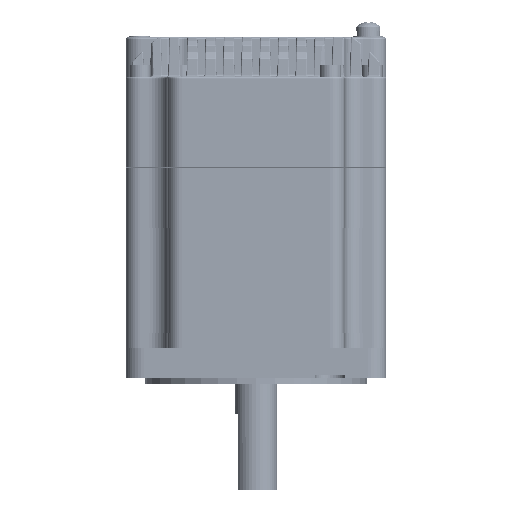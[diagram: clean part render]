
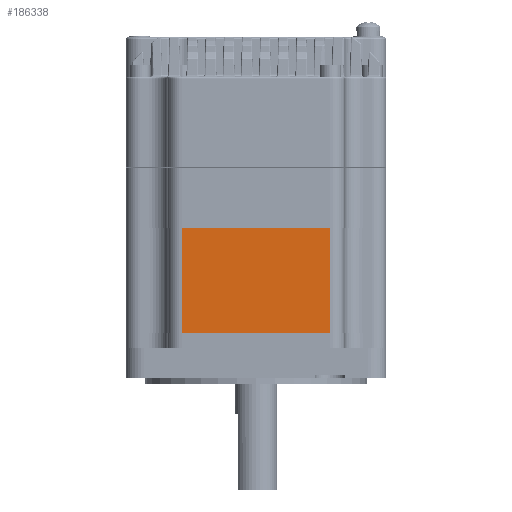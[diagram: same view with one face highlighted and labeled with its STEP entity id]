
A CAD part, left-side view. The second image highlights one B-rep face of the part: STEP entity #186338.
In plain terms, the highlighted planar face has unit normal (-1, 0, 0).
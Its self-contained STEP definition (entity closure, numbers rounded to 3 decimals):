
#2432 = CARTESIAN_POINT ( 'NONE',  ( -42.85, 0., 34.5 ) ) ;
#6547 = VECTOR ( 'NONE', #58991, 1000. ) ;
#12441 = LINE ( 'NONE', #167191, #96246 ) ;
#14416 = AXIS2_PLACEMENT_3D ( 'NONE', #155021, #170892, #76602 ) ;
#15254 = ORIENTED_EDGE ( 'NONE', *, *, #82623, .T. ) ;
#19954 = ORIENTED_EDGE ( 'NONE', *, *, #129053, .F. ) ;
#23255 = VECTOR ( 'NONE', #123469, 1000. ) ;
#24519 = FACE_OUTER_BOUND ( 'NONE', #149149, .T. ) ;
#38522 = LINE ( 'NONE', #137400, #6547 ) ;
#52423 = VERTEX_POINT ( 'NONE', #62736 ) ;
#58991 = DIRECTION ( 'NONE',  ( 0., 0., -1. ) ) ;
#62736 = CARTESIAN_POINT ( 'NONE',  ( -42.85, -24.55, 34.5 ) ) ;
#72930 = DIRECTION ( 'NONE',  ( 0., 1., 0. ) ) ;
#76602 = DIRECTION ( 'NONE',  ( 0., -1., 0. ) ) ;
#78701 = LINE ( 'NONE', #2432, #199525 ) ;
#82623 = EDGE_CURVE ( 'NONE', #152311, #166498, #38522, .T. ) ;
#96246 = VECTOR ( 'NONE', #72930, 1000. ) ;
#107722 = VERTEX_POINT ( 'NONE', #189771 ) ;
#115676 = CARTESIAN_POINT ( 'NONE',  ( -42.85, 24.55, 34.5 ) ) ;
#123469 = DIRECTION ( 'NONE',  ( 0., 0., -1. ) ) ;
#129053 = EDGE_CURVE ( 'NONE', #107722, #166498, #12441, .T. ) ;
#131784 = EDGE_CURVE ( 'NONE', #52423, #107722, #143972, .T. ) ;
#137400 = CARTESIAN_POINT ( 'NONE',  ( -42.85, 24.55, 34.5 ) ) ;
#137899 = CARTESIAN_POINT ( 'NONE',  ( -42.85, -24.55, 34.5 ) ) ;
#139211 = PLANE ( 'NONE',  #14416 ) ;
#143972 = LINE ( 'NONE', #137899, #23255 ) ;
#144793 = ORIENTED_EDGE ( 'NONE', *, *, #191185, .T. ) ;
#149149 = EDGE_LOOP ( 'NONE', ( #19954, #197929, #144793, #15254 ) ) ;
#152311 = VERTEX_POINT ( 'NONE', #115676 ) ;
#155021 = CARTESIAN_POINT ( 'NONE',  ( -42.85, 0., 34.5 ) ) ;
#160024 = DIRECTION ( 'NONE',  ( 0., 1., 0. ) ) ;
#166498 = VERTEX_POINT ( 'NONE', #204199 ) ;
#167191 = CARTESIAN_POINT ( 'NONE',  ( -42.85, 0., 0. ) ) ;
#170892 = DIRECTION ( 'NONE',  ( -1., 0., 0. ) ) ;
#186338 = ADVANCED_FACE ( 'NONE', ( #24519 ), #139211, .T. ) ;
#189771 = CARTESIAN_POINT ( 'NONE',  ( -42.85, -24.55, 0. ) ) ;
#191185 = EDGE_CURVE ( 'NONE', #52423, #152311, #78701, .T. ) ;
#197929 = ORIENTED_EDGE ( 'NONE', *, *, #131784, .F. ) ;
#199525 = VECTOR ( 'NONE', #160024, 1000. ) ;
#204199 = CARTESIAN_POINT ( 'NONE',  ( -42.85, 24.55, 0. ) ) ;
